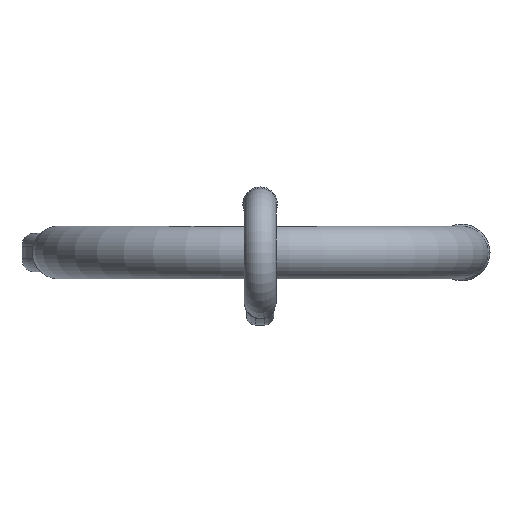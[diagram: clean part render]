
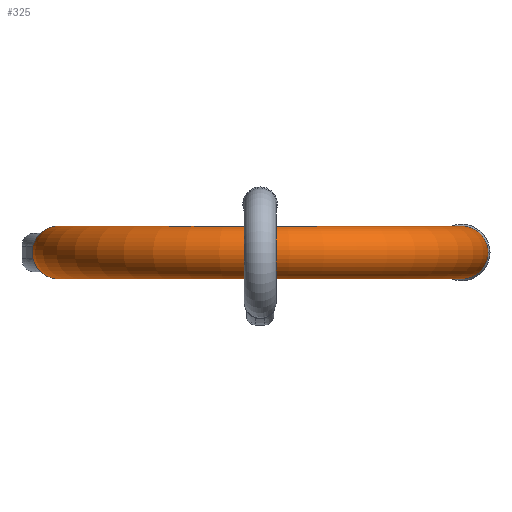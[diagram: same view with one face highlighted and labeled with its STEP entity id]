
A CAD part, front view. The second image highlights one B-rep face of the part: STEP entity #325.
In plain terms, the highlighted toroidal (fillet/blend) face has major radius 103.5 mm and minor radius 13.5 mm.
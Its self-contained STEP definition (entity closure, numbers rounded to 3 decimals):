
#325=ADVANCED_FACE('',(#382,#383),#356,.T.);
#356=TOROIDAL_SURFACE('',#1553,103.5,13.5);
#382=FACE_BOUND('',#469,.T.);
#383=FACE_BOUND('',#470,.T.);
#469=EDGE_LOOP('',(#932));
#470=EDGE_LOOP('',(#933));
#932=ORIENTED_EDGE('',*,*,#1299,.T.);
#933=ORIENTED_EDGE('',*,*,#1337,.F.);
#1104=VERTEX_POINT('',#3333);
#1142=VERTEX_POINT('',#3591);
#1299=EDGE_CURVE('',#1104,#1104,#1425,.T.);
#1337=EDGE_CURVE('',#1142,#1142,#1427,.T.);
#1425=CIRCLE('',#1535,13.5);
#1427=CIRCLE('',#1547,13.5);
#1535=AXIS2_PLACEMENT_3D('',#3332,#1784,#1785);
#1547=AXIS2_PLACEMENT_3D('',#3590,#1816,#1817);
#1553=AXIS2_PLACEMENT_3D('',#3600,#1828,#1829);
#1784=DIRECTION('',(0.,-1.,0.));
#1785=DIRECTION('',(1.,0.,0.));
#1816=DIRECTION('',(0.,1.,0.));
#1817=DIRECTION('',(-1.,0.,0.));
#1828=DIRECTION('',(0.,0.,1.));
#1829=DIRECTION('',(1.,0.,0.));
#3332=CARTESIAN_POINT('',(-103.5,-80.,0.));
#3333=CARTESIAN_POINT('',(-90.,-80.,0.));
#3590=CARTESIAN_POINT('',(103.5,-80.,0.));
#3591=CARTESIAN_POINT('',(90.,-80.,0.));
#3600=CARTESIAN_POINT('',(0.,-80.,0.));
